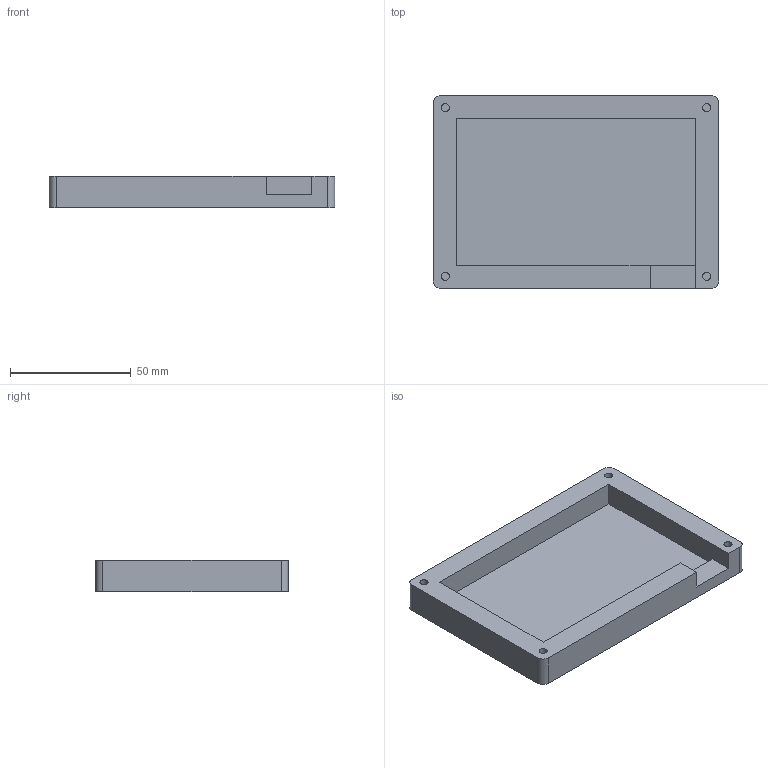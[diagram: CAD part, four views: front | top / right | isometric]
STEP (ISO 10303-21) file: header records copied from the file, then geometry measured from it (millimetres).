
FILE_DESCRIPTION(/* description */ ('STEP AP242','CAx-IF Rec.Pracs.---Representation and Presentation of Product Manufacturing Information (PMI)---4.0---2014-10-13','CAx-IF Rec.Pracs.---3D Tessellated Geometry---0.4---2014-09-14','2;1'),/* implementation_level */ '2;1');
FILE_NAME(/* name */ '67c13fabe8ba990d1dd399a0',/* time_stamp */ '2025-02-28T04:46:37Z',/* author */ (''),/* organization */ (''),/* preprocessor_version */ 'ST-DEVELOPER v20',/* originating_system */ 'ONSHAPE BY PTC INC, 1.194',/* authorisation */ ' ');
FILE_SCHEMA (('AP242_MANAGED_MODEL_BASED_3D_ENGINEERING_MIM_LF { 1 0 10303 442 1 1 4 }'));
Length unit declared in the file: metre
Products named in the file (6): Part 5; Part 2; Part 6; Part 1; Part 3; Part 4
Bounding box: 118.5 x 79.88 x 13 mm (x, y, z)
Volume: 60659.1 mm3; surface area: 29681.6 mm2
Topology: 6 solids, 6 shells, 645 faces, 1809 edges, 1206 vertices
Faces by surface type: cylinder 248, plane 222, bspline 175
Full cylindrical faces by diameter (mm): 3.4 x8
Entity records: 21653 total; most frequent: CARTESIAN_POINT 5591, ORIENTED_EDGE 3602, DIRECTION 2895, EDGE_CURVE 1801, VERTEX_POINT 1206, AXIS2_PLACEMENT_3D 970, LINE 955, VECTOR 955
